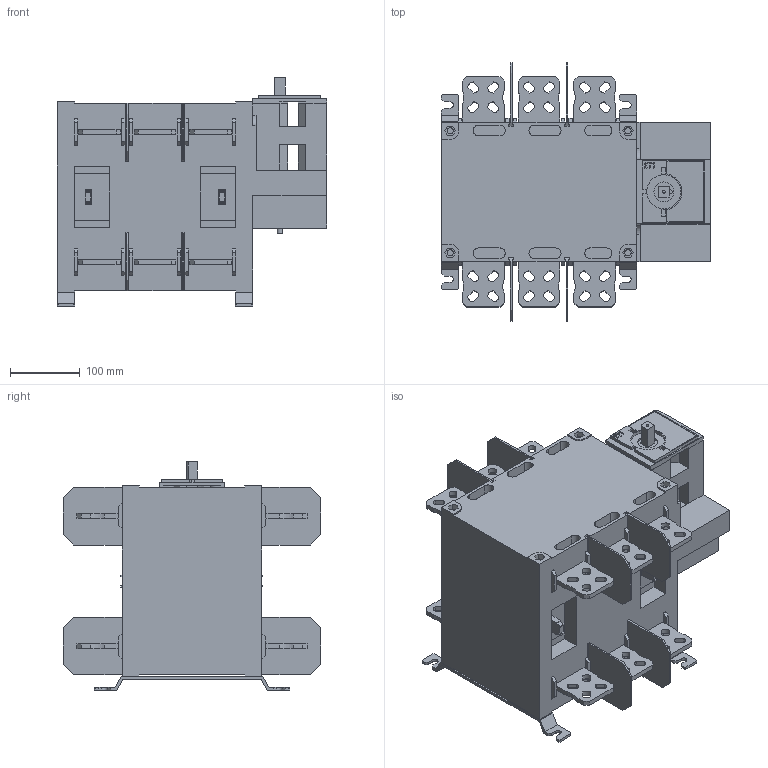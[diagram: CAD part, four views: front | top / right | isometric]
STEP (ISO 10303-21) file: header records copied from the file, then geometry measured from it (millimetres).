
FILE_DESCRIPTION((''),'2;1');
FILE_NAME('LBS-1250-CO_ASM','2021-09-24T',('marketing.praksa'),('Audax d.o.o.'),'CREO PARAMETRIC BY PTC INC, 2017480','CREO PARAMETRIC BY PTC INC, 2017480','');
FILE_SCHEMA(('AUTOMOTIVE_DESIGN { 1 0 10303 214 1 1 1 1 }'));
Products named in the file (10): LBS_1250_3P_CO; PRT9567; PRT9568; PRT9569; PRT7236; PRT7237; BARR; BARR_1; BA_ASM; LBS-1250-CO_ASM
Assembly tree (12 placements, depth 3):
  LBS-1250-CO_ASM
    LBS_1250_3P_CO
    PRT9567
    PRT9568
    PRT9569
    PRT7236
    PRT7237
    BA_ASM  x2
      BARR
      BARR_1
Bounding box: 386 x 370 x 327.5 mm (x, y, z)
Volume: 15904361.4 mm3; surface area: 995506 mm2
Topology: 28 solids, 28 shells, 1390 faces, 3893 edges, 2605 vertices
Faces by surface type: plane 1128, cylinder 262
Entity records: 61358 total; most frequent: CARTESIAN_POINT 7268, ORIENTED_EDGE 7114, DIRECTION 6754, PRESENTATION_STYLE_ASSIGNMENT 4837, STYLED_ITEM 4837, CURVE_STYLE 3557, EDGE_CURVE 3557, VECTOR 2920
